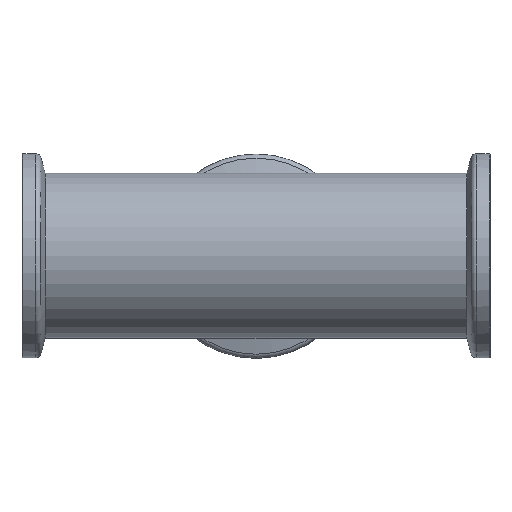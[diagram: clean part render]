
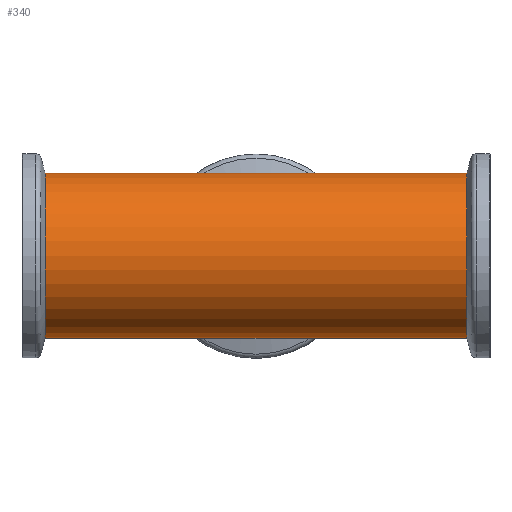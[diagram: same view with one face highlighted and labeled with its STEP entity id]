
A CAD part, top view. The second image highlights one B-rep face of the part: STEP entity #340.
In plain terms, the highlighted cylindrical face has radius 22.25 mm (diameter 44.5 mm), a full revolution.
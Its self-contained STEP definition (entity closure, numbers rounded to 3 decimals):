
#71=ELLIPSE('',#409,31.466,22.25);
#72=ELLIPSE('',#410,31.466,22.25);
#79=CYLINDRICAL_SURFACE('',#408,22.25);
#144=ORIENTED_EDGE('',*,*,#187,.T.);
#145=ORIENTED_EDGE('',*,*,#188,.T.);
#146=ORIENTED_EDGE('',*,*,#189,.F.);
#147=ORIENTED_EDGE('',*,*,#186,.T.);
#186=EDGE_CURVE('',#216,#216,#236,.T.);
#187=EDGE_CURVE('',#217,#218,#71,.F.);
#188=EDGE_CURVE('',#218,#217,#72,.T.);
#189=EDGE_CURVE('',#219,#219,#237,.T.);
#216=VERTEX_POINT('',#619);
#217=VERTEX_POINT('',#622);
#218=VERTEX_POINT('',#623);
#219=VERTEX_POINT('',#626);
#236=CIRCLE('',#407,22.25);
#237=CIRCLE('',#411,22.25);
#270=EDGE_LOOP('',(#144,#145));
#271=EDGE_LOOP('',(#146));
#272=EDGE_LOOP('',(#147));
#310=FACE_BOUND('',#270,.T.);
#311=FACE_BOUND('',#271,.T.);
#312=FACE_BOUND('',#272,.T.);
#340=ADVANCED_FACE('',(#310,#311,#312),#79,.T.);
#407=AXIS2_PLACEMENT_3D('',#618,#503,#504);
#408=AXIS2_PLACEMENT_3D('',#620,#505,#506);
#409=AXIS2_PLACEMENT_3D('',#621,#507,#508);
#410=AXIS2_PLACEMENT_3D('',#624,#509,#510);
#411=AXIS2_PLACEMENT_3D('',#625,#511,#512);
#503=DIRECTION('',(-1.,0.,0.));
#504=DIRECTION('',(0.,0.,1.));
#505=DIRECTION('',(-1.,0.,0.));
#506=DIRECTION('',(0.,0.,1.));
#507=DIRECTION('',(-0.707,0.,0.707));
#508=DIRECTION('',(-0.707,0.,-0.707));
#509=DIRECTION('',(-0.707,0.,-0.707));
#510=DIRECTION('',(-0.707,0.,0.707));
#511=DIRECTION('',(-1.,0.,0.));
#512=DIRECTION('',(0.,0.,1.));
#618=CARTESIAN_POINT('',(59.75,0.,0.));
#619=CARTESIAN_POINT('',(59.75,0.,22.25));
#620=CARTESIAN_POINT('',(0.,0.,0.));
#621=CARTESIAN_POINT('',(0.,0.,0.));
#622=CARTESIAN_POINT('',(0.,22.25,0.));
#623=CARTESIAN_POINT('',(0.,-22.25,0.));
#624=CARTESIAN_POINT('',(0.,0.,0.));
#625=CARTESIAN_POINT('',(-59.75,0.,0.));
#626=CARTESIAN_POINT('',(-59.75,0.,22.25));
